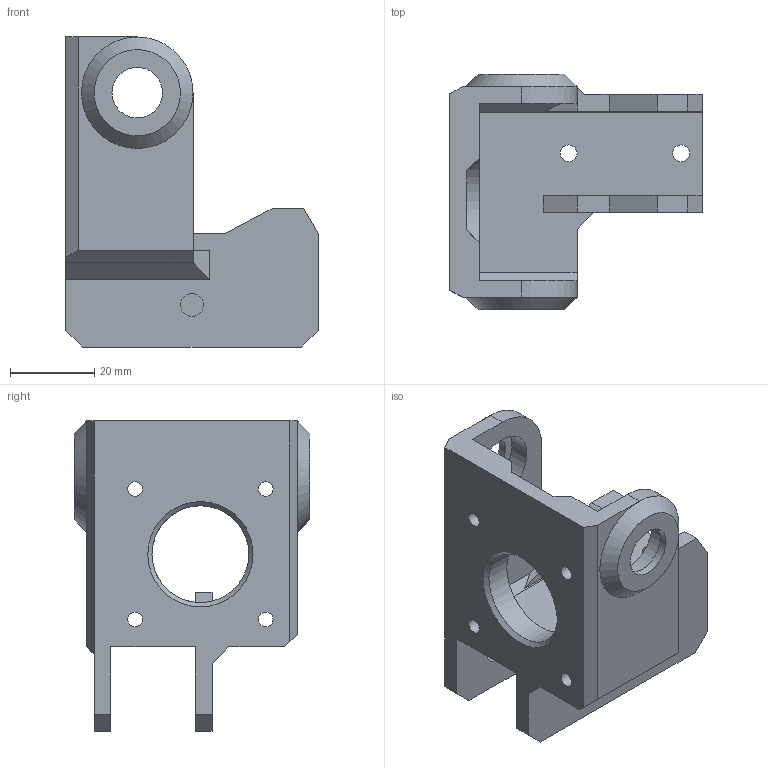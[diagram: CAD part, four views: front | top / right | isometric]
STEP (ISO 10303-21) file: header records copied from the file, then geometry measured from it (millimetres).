
FILE_DESCRIPTION(/* description */ (''),/* implementation_level */ '2;1');
FILE_NAME(/* name */ 'Worm Gear Buddy (1).step',/* time_stamp */ '2018-04-13T13:01:35+02:00',/* author */ (''),/* organization */ (''),/* preprocessor_version */ 'ST-DEVELOPER v16.13',/* originating_system */ 'Autodesk Translation Framework v6.5.0.72',/* authorisation */ '');
FILE_SCHEMA (('AUTOMOTIVE_DESIGN { 1 0 10303 214 3 1 1 }'));
Length unit declared in the file: millimetre
Products named in the file (1): Worm Gear Buddy (1)
Bounding box: 60 x 56 x 73.65 mm (x, y, z)
Volume: 40133.5 mm3; surface area: 21674.3 mm2
Topology: 1 solids, 1 shells, 79 faces, 223 edges, 148 vertices
Faces by surface type: plane 56, cylinder 20, cone 3
Full cylindrical faces by diameter (mm): 3.5 x4, 4 x2, 5.5 x3, 7 x4, 12 x2, 16.5 x2, 23 x1
Entity records: 2655 total; most frequent: CARTESIAN_POINT 451, DIRECTION 449, ORIENTED_EDGE 446, EDGE_CURVE 223, LINE 157, VECTOR 157, VERTEX_POINT 148, AXIS2_PLACEMENT_3D 146
